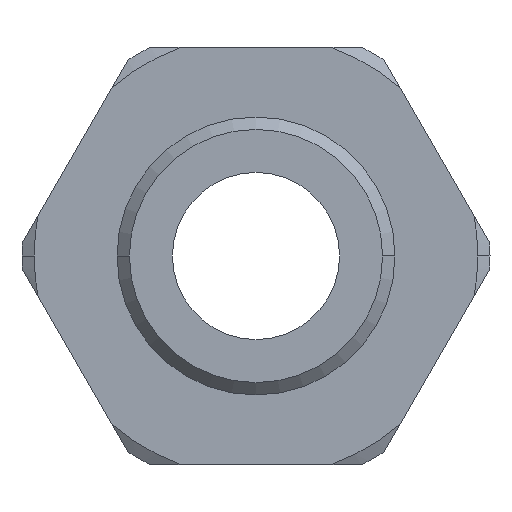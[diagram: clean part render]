
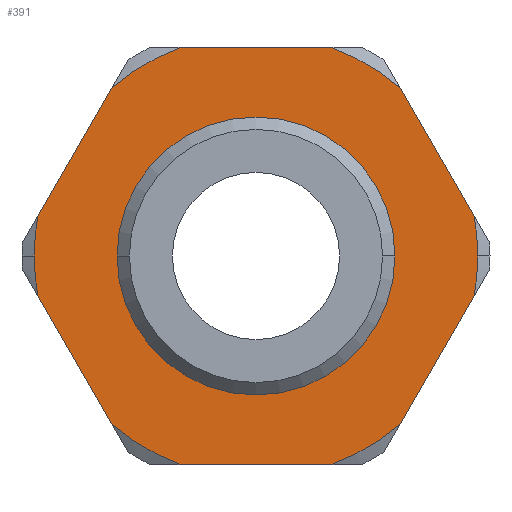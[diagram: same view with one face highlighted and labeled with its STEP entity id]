
A CAD part, left-side view. The second image highlights one B-rep face of the part: STEP entity #391.
In plain terms, the highlighted planar face has unit normal (-1, 0, 0).
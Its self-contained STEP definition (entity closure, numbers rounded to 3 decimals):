
#273 = VERTEX_POINT( '', #783 );
#283 = EDGE_CURVE( '', #563, #609, #795, .T. );
#317 = VERTEX_POINT( '', #832 );
#367 = EDGE_CURVE( '', #645, #371, #892, .T. );
#371 = VERTEX_POINT( '', #896 );
#391 = ADVANCED_FACE( '', ( #920, #921 ), #922, .T. );
#407 = VERTEX_POINT( '', #940 );
#423 = EDGE_CURVE( '', #317, #657, #956, .T. );
#435 = EDGE_CURVE( '', #737, #317, #968, .T. );
#459 = EDGE_CURVE( '', #657, #273, #994, .T. );
#473 = EDGE_CURVE( '', #475, #607, #1010, .T. );
#475 = VERTEX_POINT( '', #1012 );
#507 = VERTEX_POINT( '', #1046 );
#511 = EDGE_CURVE( '', #759, #643, #1050, .T. );
#529 = EDGE_CURVE( '', #609, #541, #1072, .T. );
#541 = VERTEX_POINT( '', #1087 );
#563 = VERTEX_POINT( '', #1109 );
#569 = EDGE_CURVE( '', #607, #563, #1115, .T. );
#583 = EDGE_CURVE( '', #507, #407, #1131, .T. );
#595 = EDGE_CURVE( '', #643, #737, #1146, .T. );
#607 = VERTEX_POINT( '', #1159 );
#609 = VERTEX_POINT( '', #1161 );
#613 = EDGE_CURVE( '', #407, #703, #1166, .T. );
#625 = EDGE_CURVE( '', #371, #645, #1179, .T. );
#643 = VERTEX_POINT( '', #1199 );
#645 = VERTEX_POINT( '', #1201 );
#657 = VERTEX_POINT( '', #1214 );
#671 = EDGE_CURVE( '', #541, #507, #1228, .T. );
#695 = EDGE_CURVE( '', #273, #475, #1255, .T. );
#699 = EDGE_CURVE( '', #703, #759, #1259, .T. );
#703 = VERTEX_POINT( '', #1263 );
#737 = VERTEX_POINT( '', #1299 );
#759 = VERTEX_POINT( '', #1323 );
#783 = CARTESIAN_POINT( '', ( 21., -26.52, 0. ) );
#795 = LINE( '', #1355, #1356 );
#832 = CARTESIAN_POINT( '', ( 21., -17.226, -20.164 ) );
#892 = CIRCLE( '', #1509, 16.625 );
#896 = CARTESIAN_POINT( '', ( 21., -16.625, 0. ) );
#920 = FACE_OUTER_BOUND( '', #1542, .T. );
#921 = FACE_BOUND( '', #1543, .T. );
#922 = PLANE( '', #1544 );
#940 = CARTESIAN_POINT( '', ( 21., 26.52, 0. ) );
#956 = LINE( '', #1600, #1601 );
#968 = CIRCLE( '', #1636, 26.52 );
#994 = CIRCLE( '', #1668, 26.52 );
#1010 = LINE( '', #1691, #1692 );
#1012 = CARTESIAN_POINT( '', ( 21., -26.075, 4.836 ) );
#1046 = CARTESIAN_POINT( '', ( 21., 26.075, 4.836 ) );
#1050 = CIRCLE( '', #1759, 26.52 );
#1072 = CIRCLE( '', #1796, 26.52 );
#1087 = CARTESIAN_POINT( '', ( 21., 17.226, 20.164 ) );
#1109 = CARTESIAN_POINT( '', ( 21., -8.849, 25. ) );
#1115 = CIRCLE( '', #1879, 26.52 );
#1131 = CIRCLE( '', #1910, 26.52 );
#1146 = LINE( '', #1926, #1927 );
#1159 = CARTESIAN_POINT( '', ( 21., -17.226, 20.164 ) );
#1161 = CARTESIAN_POINT( '', ( 21., 8.849, 25. ) );
#1166 = CIRCLE( '', #1961, 26.52 );
#1179 = CIRCLE( '', #1989, 16.625 );
#1199 = CARTESIAN_POINT( '', ( 21., 8.849, -25. ) );
#1201 = CARTESIAN_POINT( '', ( 21., 16.625, 0. ) );
#1214 = CARTESIAN_POINT( '', ( 21., -26.075, -4.836 ) );
#1228 = LINE( '', #2068, #2069 );
#1255 = CIRCLE( '', #2114, 26.52 );
#1259 = LINE( '', #2119, #2120 );
#1263 = CARTESIAN_POINT( '', ( 21., 26.075, -4.836 ) );
#1299 = CARTESIAN_POINT( '', ( 21., -8.849, -25. ) );
#1323 = CARTESIAN_POINT( '', ( 21., 17.226, -20.164 ) );
#1355 = CARTESIAN_POINT( '', ( 21., 18.003, 25. ) );
#1356 = VECTOR( '', #2281, 1. );
#1509 = AXIS2_PLACEMENT_3D( '', #2423, #2424, #2425 );
#1542 = EDGE_LOOP( '', ( #2461, #2462, #2463, #2464, #2465, #2466, #2467, #2468, #2469, #2470, #2471, #2472, #2473, #2474 ) );
#1543 = EDGE_LOOP( '', ( #2475, #2476 ) );
#1544 = AXIS2_PLACEMENT_3D( '', #2477, #2478, #2479 );
#1600 = CARTESIAN_POINT( '', ( 21., -22.563, -10.921 ) );
#1601 = VECTOR( '', #2509, 1. );
#1636 = AXIS2_PLACEMENT_3D( '', #2516, #2517, #2518 );
#1668 = AXIS2_PLACEMENT_3D( '', #2545, #2546, #2547 );
#1691 = CARTESIAN_POINT( '', ( 21., -15.346, 23.421 ) );
#1692 = VECTOR( '', #2567, 1. );
#1759 = AXIS2_PLACEMENT_3D( '', #2592, #2593, #2594 );
#1796 = AXIS2_PLACEMENT_3D( '', #2629, #2630, #2631 );
#1879 = AXIS2_PLACEMENT_3D( '', #2660, #2661, #2662 );
#1910 = AXIS2_PLACEMENT_3D( '', #2678, #2679, #2680 );
#1926 = CARTESIAN_POINT( '', ( 21., 3.569, -25. ) );
#1927 = VECTOR( '', #2709, 1. );
#1961 = AXIS2_PLACEMENT_3D( '', #2739, #2740, #2741 );
#1989 = AXIS2_PLACEMENT_3D( '', #2757, #2758, #2759 );
#2068 = CARTESIAN_POINT( '', ( 21., 27.956, 1.579 ) );
#2069 = VECTOR( '', #2796, 1. );
#2114 = AXIS2_PLACEMENT_3D( '', #2836, #2837, #2838 );
#2119 = CARTESIAN_POINT( '', ( 21., 20.739, -14.079 ) );
#2120 = VECTOR( '', #2839, 1. );
#2281 = DIRECTION( '', ( 0., 1., 0. ) );
#2423 = CARTESIAN_POINT( '', ( 21., 0., 0. ) );
#2424 = DIRECTION( '', ( -1., 0., 0. ) );
#2425 = DIRECTION( '', ( 0., 1., 0. ) );
#2461 = ORIENTED_EDGE( '', *, *, #473, .T. );
#2462 = ORIENTED_EDGE( '', *, *, #569, .T. );
#2463 = ORIENTED_EDGE( '', *, *, #283, .T. );
#2464 = ORIENTED_EDGE( '', *, *, #529, .T. );
#2465 = ORIENTED_EDGE( '', *, *, #671, .T. );
#2466 = ORIENTED_EDGE( '', *, *, #583, .T. );
#2467 = ORIENTED_EDGE( '', *, *, #613, .T. );
#2468 = ORIENTED_EDGE( '', *, *, #699, .T. );
#2469 = ORIENTED_EDGE( '', *, *, #511, .T. );
#2470 = ORIENTED_EDGE( '', *, *, #595, .T. );
#2471 = ORIENTED_EDGE( '', *, *, #435, .T. );
#2472 = ORIENTED_EDGE( '', *, *, #423, .T. );
#2473 = ORIENTED_EDGE( '', *, *, #459, .T. );
#2474 = ORIENTED_EDGE( '', *, *, #695, .T. );
#2475 = ORIENTED_EDGE( '', *, *, #367, .F. );
#2476 = ORIENTED_EDGE( '', *, *, #625, .F. );
#2477 = CARTESIAN_POINT( '', ( 21., 21.573, 0. ) );
#2478 = DIRECTION( '', ( -1., 0., 0. ) );
#2479 = DIRECTION( '', ( 0., 1., 0. ) );
#2509 = DIRECTION( '', ( 0., -0.5, 0.866 ) );
#2516 = CARTESIAN_POINT( '', ( 21., 0., 0. ) );
#2517 = DIRECTION( '', ( -1., 0., 0. ) );
#2518 = DIRECTION( '', ( 0., 1., 0. ) );
#2545 = CARTESIAN_POINT( '', ( 21., 0., 0. ) );
#2546 = DIRECTION( '', ( -1., 0., 0. ) );
#2547 = DIRECTION( '', ( 0., 1., 0. ) );
#2567 = DIRECTION( '', ( 0., 0.5, 0.866 ) );
#2592 = CARTESIAN_POINT( '', ( 21., 0., 0. ) );
#2593 = DIRECTION( '', ( -1., 0., 0. ) );
#2594 = DIRECTION( '', ( 0., 1., 0. ) );
#2629 = CARTESIAN_POINT( '', ( 21., 0., 0. ) );
#2630 = DIRECTION( '', ( -1., 0., 0. ) );
#2631 = DIRECTION( '', ( 0., 1., 0. ) );
#2660 = CARTESIAN_POINT( '', ( 21., 0., 0. ) );
#2661 = DIRECTION( '', ( -1., 0., 0. ) );
#2662 = DIRECTION( '', ( 0., 1., 0. ) );
#2678 = CARTESIAN_POINT( '', ( 21., 0., 0. ) );
#2679 = DIRECTION( '', ( -1., 0., 0. ) );
#2680 = DIRECTION( '', ( 0., 1., 0. ) );
#2709 = DIRECTION( '', ( 0., -1., 0. ) );
#2739 = CARTESIAN_POINT( '', ( 21., 0., 0. ) );
#2740 = DIRECTION( '', ( -1., 0., 0. ) );
#2741 = DIRECTION( '', ( 0., 1., 0. ) );
#2757 = CARTESIAN_POINT( '', ( 21., 0., 0. ) );
#2758 = DIRECTION( '', ( -1., 0., 0. ) );
#2759 = DIRECTION( '', ( 0., 1., 0. ) );
#2796 = DIRECTION( '', ( 0., 0.5, -0.866 ) );
#2836 = CARTESIAN_POINT( '', ( 21., 0., 0. ) );
#2837 = DIRECTION( '', ( -1., 0., 0. ) );
#2838 = DIRECTION( '', ( 0., 1., 0. ) );
#2839 = DIRECTION( '', ( 0., -0.5, -0.866 ) );
